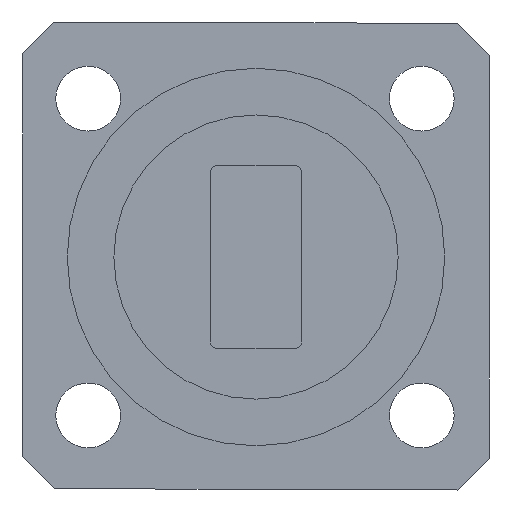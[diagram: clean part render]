
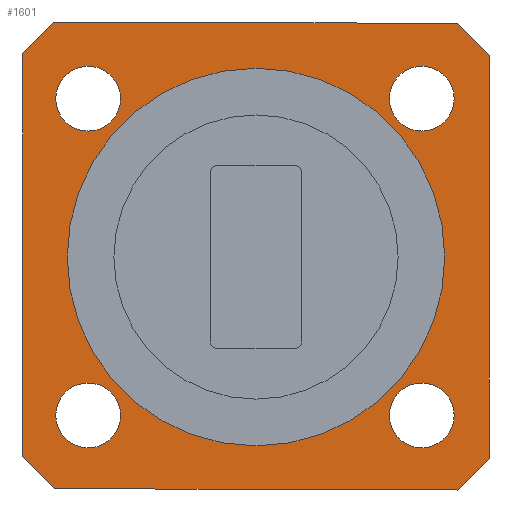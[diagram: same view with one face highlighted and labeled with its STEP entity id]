
A CAD part, left-side view. The second image highlights one B-rep face of the part: STEP entity #1601.
In plain terms, the highlighted planar face has unit normal (-1, 0, 0).
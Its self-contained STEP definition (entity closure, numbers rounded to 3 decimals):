
#11 = EDGE_CURVE ( 'NONE', #181, #181, #2181, .T. ) ;
#39 = DIRECTION ( 'NONE',  ( 0., 1., 0.003 ) ) ;
#53 = ORIENTED_EDGE ( 'NONE', *, *, #2526, .T. ) ;
#81 = VECTOR ( 'NONE', #2079, 1000. ) ;
#90 = CARTESIAN_POINT ( 'NONE',  ( -72., 9.53, 11.132 ) ) ;
#108 = EDGE_LOOP ( 'NONE', ( #1590 ) ) ;
#127 = ORIENTED_EDGE ( 'NONE', *, *, #1716, .T. ) ;
#155 = VECTOR ( 'NONE', #204, 1000. ) ;
#178 = ORIENTED_EDGE ( 'NONE', *, *, #288, .T. ) ;
#181 = VERTEX_POINT ( 'NONE', #1220 ) ;
#204 = DIRECTION ( 'NONE',  ( 0., -1., -0.003 ) ) ;
#251 = LINE ( 'NONE', #2323, #2123 ) ;
#288 = EDGE_CURVE ( 'NONE', #655, #2285, #2544, .T. ) ;
#352 = ORIENTED_EDGE ( 'NONE', *, *, #2098, .F. ) ;
#392 = LINE ( 'NONE', #1922, #2610 ) ;
#427 = CIRCLE ( 'NONE', #797, 8.94 ) ;
#509 = AXIS2_PLACEMENT_3D ( 'NONE', #1245, #678, #1713 ) ;
#527 = FACE_OUTER_BOUND ( 'NONE', #2967, .T. ) ;
#528 = VECTOR ( 'NONE', #1282, 1000. ) ;
#531 = AXIS2_PLACEMENT_3D ( 'NONE', #1034, #1520, #1539 ) ;
#602 = DIRECTION ( 'NONE',  ( 0., 0., 1. ) ) ;
#650 = EDGE_CURVE ( 'NONE', #1978, #1978, #3144, .T. ) ;
#655 = VERTEX_POINT ( 'NONE', #3070 ) ;
#660 = CIRCLE ( 'NONE', #1100, 1.535 ) ;
#667 = CARTESIAN_POINT ( 'NONE',  ( -72., 9.525, -10.968 ) ) ;
#678 = DIRECTION ( 'NONE',  ( -1., 0., 0. ) ) ;
#762 = PLANE ( 'NONE',  #3241 ) ;
#771 = LINE ( 'NONE', #3011, #155 ) ;
#778 = ORIENTED_EDGE ( 'NONE', *, *, #2882, .T. ) ;
#797 = AXIS2_PLACEMENT_3D ( 'NONE', #2117, #1026, #1565 ) ;
#844 = CARTESIAN_POINT ( 'NONE',  ( -72., -7.85, 7.5 ) ) ;
#856 = EDGE_LOOP ( 'NONE', ( #2174 ) ) ;
#881 = EDGE_CURVE ( 'NONE', #2285, #1636, #1750, .T. ) ;
#960 = CARTESIAN_POINT ( 'NONE',  ( -72., 0., 8.94 ) ) ;
#980 = ORIENTED_EDGE ( 'NONE', *, *, #2567, .T. ) ;
#988 = CARTESIAN_POINT ( 'NONE',  ( -72., -11.05, -9.522 ) ) ;
#1009 = CARTESIAN_POINT ( 'NONE',  ( -72., -9.53, -11.032 ) ) ;
#1026 = DIRECTION ( 'NONE',  ( -1., 0., 0. ) ) ;
#1034 = CARTESIAN_POINT ( 'NONE',  ( -72., 7.95, -7.5 ) ) ;
#1085 = LINE ( 'NONE', #1274, #2759 ) ;
#1100 = AXIS2_PLACEMENT_3D ( 'NONE', #1515, #1262, #1732 ) ;
#1129 = DIRECTION ( 'NONE',  ( 0., 0., 1. ) ) ;
#1185 = CARTESIAN_POINT ( 'NONE',  ( -72., -7.85, -5.965 ) ) ;
#1196 = VERTEX_POINT ( 'NONE', #2131 ) ;
#1213 = DIRECTION ( 'NONE',  ( 0., -0.707, -0.707 ) ) ;
#1220 = CARTESIAN_POINT ( 'NONE',  ( -72., -7.85, 9.035 ) ) ;
#1245 = CARTESIAN_POINT ( 'NONE',  ( -72., 7.95, 7.5 ) ) ;
#1262 = DIRECTION ( 'NONE',  ( -1., 0., 0. ) ) ;
#1274 = CARTESIAN_POINT ( 'NONE',  ( -72., 11.05, 11.137 ) ) ;
#1282 = DIRECTION ( 'NONE',  ( 0., 0.707, 0.707 ) ) ;
#1515 = CARTESIAN_POINT ( 'NONE',  ( -72., -7.85, -7.5 ) ) ;
#1520 = DIRECTION ( 'NONE',  ( -1., 0., 0. ) ) ;
#1539 = DIRECTION ( 'NONE',  ( 0., 0., 1. ) ) ;
#1540 = VECTOR ( 'NONE', #1213, 1000. ) ;
#1565 = DIRECTION ( 'NONE',  ( 0., 0., 1. ) ) ;
#1590 = ORIENTED_EDGE ( 'NONE', *, *, #1845, .F. ) ;
#1601 = ADVANCED_FACE ( 'NONE', ( #3072, #2082, #1804, #3055, #2353, #527 ), #762, .F. ) ;
#1636 = VERTEX_POINT ( 'NONE', #667 ) ;
#1644 = VECTOR ( 'NONE', #2767, 1000. ) ;
#1713 = DIRECTION ( 'NONE',  ( 0., 0., 1. ) ) ;
#1716 = EDGE_CURVE ( 'NONE', #1196, #1898, #2720, .T. ) ;
#1732 = DIRECTION ( 'NONE',  ( 0., 0., 1. ) ) ;
#1750 = LINE ( 'NONE', #2023, #1540 ) ;
#1788 = DIRECTION ( 'NONE',  ( 0., 0., -1. ) ) ;
#1804 = FACE_BOUND ( 'NONE', #856, .T. ) ;
#1820 = CARTESIAN_POINT ( 'NONE',  ( -72., 0., 0. ) ) ;
#1845 = EDGE_CURVE ( 'NONE', #2465, #2465, #427, .T. ) ;
#1898 = VERTEX_POINT ( 'NONE', #2198 ) ;
#1903 = EDGE_LOOP ( 'NONE', ( #352 ) ) ;
#1922 = CARTESIAN_POINT ( 'NONE',  ( -72., -11.05, 11.063 ) ) ;
#1940 = ORIENTED_EDGE ( 'NONE', *, *, #2232, .T. ) ;
#1943 = CARTESIAN_POINT ( 'NONE',  ( -72., 7.95, -5.965 ) ) ;
#1957 = CIRCLE ( 'NONE', #509, 1.535 ) ;
#1978 = VERTEX_POINT ( 'NONE', #1943 ) ;
#2008 = DIRECTION ( 'NONE',  ( 0., -0.709, 0.705 ) ) ;
#2023 = CARTESIAN_POINT ( 'NONE',  ( -72., 11.05, -9.443 ) ) ;
#2054 = CARTESIAN_POINT ( 'NONE',  ( -72., 11.05, -10.963 ) ) ;
#2055 = ORIENTED_EDGE ( 'NONE', *, *, #2191, .T. ) ;
#2079 = DIRECTION ( 'NONE',  ( 0., 0.709, -0.705 ) ) ;
#2082 = FACE_BOUND ( 'NONE', #1903, .T. ) ;
#2098 = EDGE_CURVE ( 'NONE', #2192, #2192, #1957, .T. ) ;
#2117 = CARTESIAN_POINT ( 'NONE',  ( -72., 0., 0. ) ) ;
#2123 = VECTOR ( 'NONE', #2008, 1000. ) ;
#2128 = DIRECTION ( 'NONE',  ( -1., 0., 0. ) ) ;
#2131 = CARTESIAN_POINT ( 'NONE',  ( -72., -11.05, 9.543 ) ) ;
#2139 = EDGE_LOOP ( 'NONE', ( #2689 ) ) ;
#2174 = ORIENTED_EDGE ( 'NONE', *, *, #2200, .F. ) ;
#2181 = CIRCLE ( 'NONE', #3034, 1.535 ) ;
#2191 = EDGE_CURVE ( 'NONE', #2296, #2226, #251, .T. ) ;
#2192 = VERTEX_POINT ( 'NONE', #2223 ) ;
#2198 = CARTESIAN_POINT ( 'NONE',  ( -72., -9.525, 11.068 ) ) ;
#2200 = EDGE_CURVE ( 'NONE', #3226, #3226, #660, .T. ) ;
#2223 = CARTESIAN_POINT ( 'NONE',  ( -72., 7.95, 9.035 ) ) ;
#2226 = VERTEX_POINT ( 'NONE', #988 ) ;
#2232 = EDGE_CURVE ( 'NONE', #1636, #2296, #771, .T. ) ;
#2267 = EDGE_LOOP ( 'NONE', ( #2631 ) ) ;
#2285 = VERTEX_POINT ( 'NONE', #2755 ) ;
#2296 = VERTEX_POINT ( 'NONE', #1009 ) ;
#2323 = CARTESIAN_POINT ( 'NONE',  ( -72., -9.53, -11.032 ) ) ;
#2353 = FACE_BOUND ( 'NONE', #108, .T. ) ;
#2366 = LINE ( 'NONE', #90, #81 ) ;
#2465 = VERTEX_POINT ( 'NONE', #960 ) ;
#2526 = EDGE_CURVE ( 'NONE', #1898, #3162, #1085, .T. ) ;
#2544 = LINE ( 'NONE', #2054, #1644 ) ;
#2567 = EDGE_CURVE ( 'NONE', #2226, #1196, #392, .T. ) ;
#2607 = ORIENTED_EDGE ( 'NONE', *, *, #881, .T. ) ;
#2610 = VECTOR ( 'NONE', #1129, 1000. ) ;
#2631 = ORIENTED_EDGE ( 'NONE', *, *, #11, .F. ) ;
#2689 = ORIENTED_EDGE ( 'NONE', *, *, #650, .F. ) ;
#2720 = LINE ( 'NONE', #3211, #528 ) ;
#2755 = CARTESIAN_POINT ( 'NONE',  ( -72., 11.05, -9.443 ) ) ;
#2759 = VECTOR ( 'NONE', #39, 1000. ) ;
#2767 = DIRECTION ( 'NONE',  ( 0., 0., -1. ) ) ;
#2845 = DIRECTION ( 'NONE',  ( 1., 0., 0. ) ) ;
#2882 = EDGE_CURVE ( 'NONE', #3162, #655, #2366, .T. ) ;
#2967 = EDGE_LOOP ( 'NONE', ( #980, #127, #53, #778, #178, #2607, #1940, #2055 ) ) ;
#3011 = CARTESIAN_POINT ( 'NONE',  ( -72., -11.05, -11.037 ) ) ;
#3026 = CARTESIAN_POINT ( 'NONE',  ( -72., 9.53, 11.132 ) ) ;
#3034 = AXIS2_PLACEMENT_3D ( 'NONE', #844, #2128, #602 ) ;
#3055 = FACE_BOUND ( 'NONE', #2267, .T. ) ;
#3070 = CARTESIAN_POINT ( 'NONE',  ( -72., 11.05, 9.622 ) ) ;
#3072 = FACE_BOUND ( 'NONE', #2139, .T. ) ;
#3144 = CIRCLE ( 'NONE', #531, 1.535 ) ;
#3162 = VERTEX_POINT ( 'NONE', #3026 ) ;
#3211 = CARTESIAN_POINT ( 'NONE',  ( -72., -11.05, 9.543 ) ) ;
#3226 = VERTEX_POINT ( 'NONE', #1185 ) ;
#3241 = AXIS2_PLACEMENT_3D ( 'NONE', #1820, #2845, #1788 ) ;
